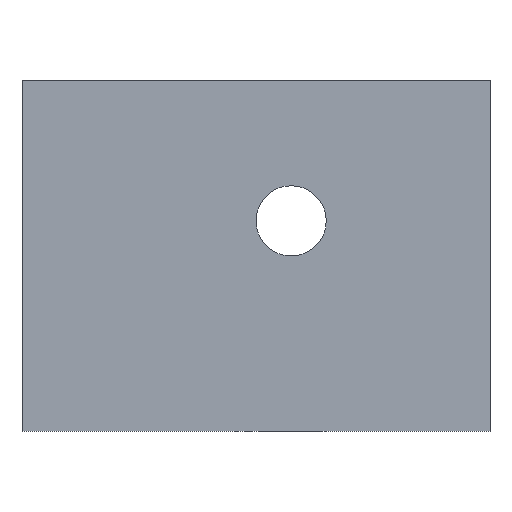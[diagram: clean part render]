
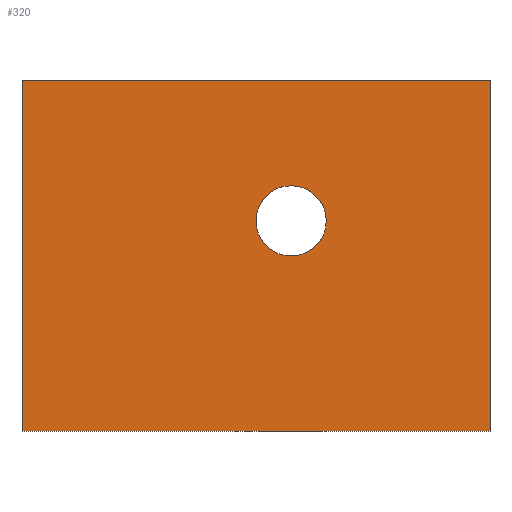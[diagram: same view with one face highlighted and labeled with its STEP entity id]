
A CAD part, left-side view. The second image highlights one B-rep face of the part: STEP entity #320.
In plain terms, the highlighted planar face has unit normal (-1, 0, 0).
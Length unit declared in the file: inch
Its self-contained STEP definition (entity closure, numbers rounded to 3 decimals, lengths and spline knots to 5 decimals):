
#18=FACE_BOUND('',#73,.T.);
#27=PLANE('',#364);
#51=FACE_OUTER_BOUND('',#72,.T.);
#72=EDGE_LOOP('',(#281,#282,#283,#284));
#73=EDGE_LOOP('',(#285));
#98=LINE('',#526,#128);
#103=LINE('',#537,#133);
#105=LINE('',#541,#135);
#106=LINE('',#542,#136);
#128=VECTOR('',#437,0.3937);
#133=VECTOR('',#448,0.3937);
#135=VECTOR('',#452,0.3937);
#136=VECTOR('',#453,0.3937);
#141=CIRCLE('',#342,0.15);
#147=VERTEX_POINT('',#469);
#164=VERTEX_POINT('',#523);
#165=VERTEX_POINT('',#525);
#168=VERTEX_POINT('',#536);
#169=VERTEX_POINT('',#540);
#175=EDGE_CURVE('',#147,#147,#141,.T.);
#202=EDGE_CURVE('',#164,#165,#98,.T.);
#207=EDGE_CURVE('',#168,#165,#103,.T.);
#209=EDGE_CURVE('',#169,#168,#105,.T.);
#210=EDGE_CURVE('',#169,#164,#106,.T.);
#281=ORIENTED_EDGE('',*,*,#209,.T.);
#282=ORIENTED_EDGE('',*,*,#207,.T.);
#283=ORIENTED_EDGE('',*,*,#202,.F.);
#284=ORIENTED_EDGE('',*,*,#210,.F.);
#285=ORIENTED_EDGE('',*,*,#175,.T.);
#320=ADVANCED_FACE('',(#51,#18),#27,.T.);
#342=AXIS2_PLACEMENT_3D('',#471,#381,#382);
#364=AXIS2_PLACEMENT_3D('',#539,#450,#451);
#381=DIRECTION('center_axis',(1.,0.,0.));
#382=DIRECTION('ref_axis',(0.,1.,0.));
#437=DIRECTION('',(0.,-1.,0.));
#448=DIRECTION('',(0.,0.,1.));
#450=DIRECTION('center_axis',(-1.,0.,0.));
#451=DIRECTION('ref_axis',(0.,-1.,0.));
#452=DIRECTION('',(0.,-1.,0.));
#453=DIRECTION('',(0.,0.,1.));
#469=CARTESIAN_POINT('',(-1.,-0.3,0.9));
#471=CARTESIAN_POINT('Origin',(-1.,-0.15,0.9));
#523=CARTESIAN_POINT('',(-1.,1.,1.5));
#525=CARTESIAN_POINT('',(-1.,-1.,1.5));
#526=CARTESIAN_POINT('',(-1.,1.,1.5));
#536=CARTESIAN_POINT('',(-1.,-1.,0.));
#537=CARTESIAN_POINT('',(-1.,-1.,0.));
#539=CARTESIAN_POINT('Origin',(-1.,1.,0.));
#540=CARTESIAN_POINT('',(-1.,1.,0.));
#541=CARTESIAN_POINT('',(-1.,1.,0.));
#542=CARTESIAN_POINT('',(-1.,1.,0.));
